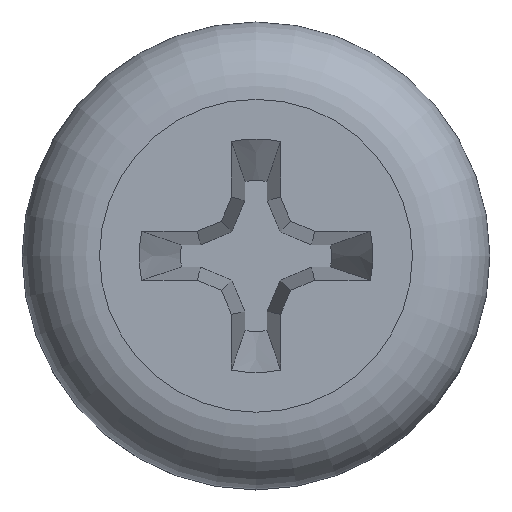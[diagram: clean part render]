
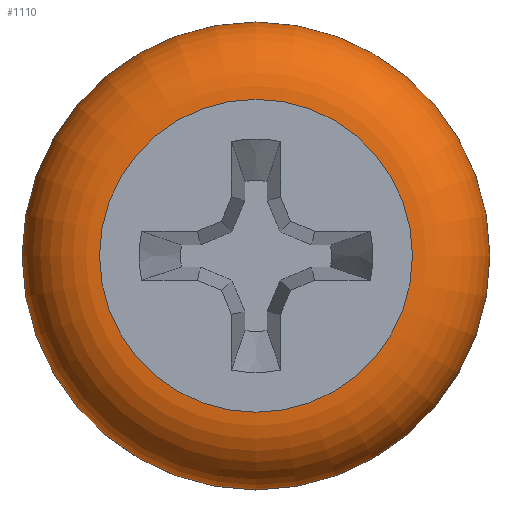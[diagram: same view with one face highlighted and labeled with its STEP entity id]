
A CAD part, top view. The second image highlights one B-rep face of the part: STEP entity #1110.
In plain terms, the highlighted toroidal (fillet/blend) face has major radius 3.178 mm and minor radius 1.573 mm.
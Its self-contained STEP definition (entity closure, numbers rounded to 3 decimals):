
#39=TOROIDAL_SURFACE('',#1198,3.178,1.573);
#112=FACE_OUTER_BOUND('',#172,.T.);
#172=EDGE_LOOP('',(#836,#837,#838,#839,#840,#841,#842));
#210=CIRCLE('',#1199,4.75);
#211=CIRCLE('',#1200,4.75);
#212=CIRCLE('',#1201,1.573);
#213=CIRCLE('',#1202,3.178);
#214=CIRCLE('',#1203,3.178);
#215=CIRCLE('',#1204,4.75);
#485=VERTEX_POINT('',#5130);
#486=VERTEX_POINT('',#5131);
#487=VERTEX_POINT('',#5133);
#488=VERTEX_POINT('',#5135);
#489=VERTEX_POINT('',#5137);
#632=EDGE_CURVE('',#485,#486,#210,.T.);
#633=EDGE_CURVE('',#487,#485,#211,.T.);
#634=EDGE_CURVE('',#487,#488,#212,.T.);
#635=EDGE_CURVE('',#488,#489,#213,.T.);
#636=EDGE_CURVE('',#489,#488,#214,.T.);
#637=EDGE_CURVE('',#486,#487,#215,.T.);
#836=ORIENTED_EDGE('',*,*,#632,.F.);
#837=ORIENTED_EDGE('',*,*,#633,.F.);
#838=ORIENTED_EDGE('',*,*,#634,.T.);
#839=ORIENTED_EDGE('',*,*,#635,.T.);
#840=ORIENTED_EDGE('',*,*,#636,.T.);
#841=ORIENTED_EDGE('',*,*,#634,.F.);
#842=ORIENTED_EDGE('',*,*,#637,.F.);
#1110=ADVANCED_FACE('',(#112),#39,.T.);
#1198=AXIS2_PLACEMENT_3D('',#5129,#1351,#1352);
#1199=AXIS2_PLACEMENT_3D('',#5132,#1353,#1354);
#1200=AXIS2_PLACEMENT_3D('',#5134,#1355,#1356);
#1201=AXIS2_PLACEMENT_3D('',#5136,#1357,#1358);
#1202=AXIS2_PLACEMENT_3D('',#5138,#1359,#1360);
#1203=AXIS2_PLACEMENT_3D('',#5139,#1361,#1362);
#1204=AXIS2_PLACEMENT_3D('',#5140,#1363,#1364);
#1351=DIRECTION('center_axis',(0.,0.,-1.));
#1352=DIRECTION('ref_axis',(0.,1.,0.));
#1353=DIRECTION('center_axis',(0.,0.,-1.));
#1354=DIRECTION('ref_axis',(0.,1.,0.));
#1355=DIRECTION('center_axis',(0.,0.,-1.));
#1356=DIRECTION('ref_axis',(0.,1.,0.));
#1357=DIRECTION('center_axis',(-1.,0.,0.));
#1358=DIRECTION('ref_axis',(0.,-1.,0.));
#1359=DIRECTION('center_axis',(0.,0.,-1.));
#1360=DIRECTION('ref_axis',(0.,1.,0.));
#1361=DIRECTION('center_axis',(0.,0.,-1.));
#1362=DIRECTION('ref_axis',(0.,1.,0.));
#1363=DIRECTION('center_axis',(0.,0.,-1.));
#1364=DIRECTION('ref_axis',(0.,1.,0.));
#5129=CARTESIAN_POINT('Origin',(0.,0.,2.128));
#5130=CARTESIAN_POINT('',(-4.75,0.,2.128));
#5131=CARTESIAN_POINT('',(4.75,0.,2.128));
#5132=CARTESIAN_POINT('Origin',(0.,0.,2.128));
#5133=CARTESIAN_POINT('',(0.,-4.75,2.128));
#5134=CARTESIAN_POINT('Origin',(0.,0.,2.128));
#5135=CARTESIAN_POINT('',(0.,-3.178,3.7));
#5136=CARTESIAN_POINT('Origin',(0.,-3.178,2.128));
#5137=CARTESIAN_POINT('',(0.,3.178,3.7));
#5138=CARTESIAN_POINT('Origin',(0.,0.,3.7));
#5139=CARTESIAN_POINT('Origin',(0.,0.,3.7));
#5140=CARTESIAN_POINT('Origin',(0.,0.,2.128));
